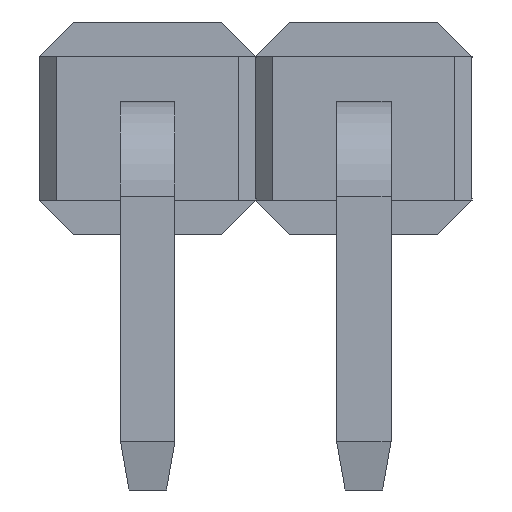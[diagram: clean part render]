
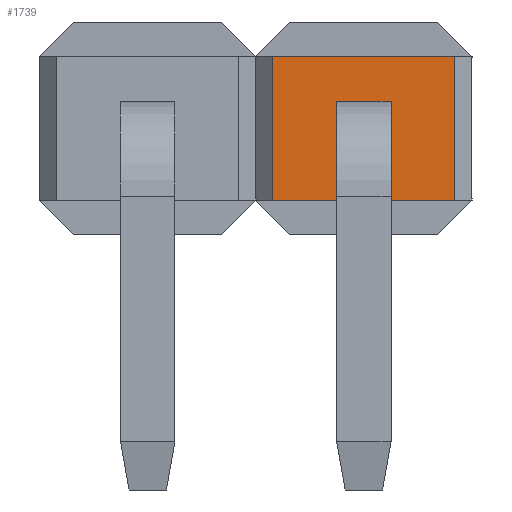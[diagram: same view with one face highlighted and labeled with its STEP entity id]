
A CAD part, front view. The second image highlights one B-rep face of the part: STEP entity #1739.
In plain terms, the highlighted planar face has unit normal (0, -1, 0).
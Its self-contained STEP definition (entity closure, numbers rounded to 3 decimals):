
#14=FACE_BOUND('',#199,.T.);
#97=FACE_OUTER_BOUND('',#198,.T.);
#198=EDGE_LOOP('',(#1395,#1396,#1397,#1398));
#199=EDGE_LOOP('',(#1399,#1400,#1401,#1402));
#321=LINE('',#2547,#555);
#330=LINE('',#2565,#564);
#336=LINE('',#2577,#570);
#342=LINE('',#2587,#576);
#400=LINE('',#2702,#634);
#403=LINE('',#2707,#637);
#405=LINE('',#2711,#639);
#407=LINE('',#2714,#641);
#555=VECTOR('',#2097,1000.);
#564=VECTOR('',#2108,1000.);
#570=VECTOR('',#2116,1000.);
#576=VECTOR('',#2124,1000.);
#634=VECTOR('',#2204,1000.);
#637=VECTOR('',#2209,1000.);
#639=VECTOR('',#2213,1000.);
#641=VECTOR('',#2217,1000.);
#757=VERTEX_POINT('',#2544);
#758=VERTEX_POINT('',#2546);
#766=VERTEX_POINT('',#2563);
#771=VERTEX_POINT('',#2576);
#819=VERTEX_POINT('',#2700);
#820=VERTEX_POINT('',#2701);
#821=VERTEX_POINT('',#2706);
#822=VERTEX_POINT('',#2710);
#945=EDGE_CURVE('',#757,#758,#321,.T.);
#954=EDGE_CURVE('',#766,#757,#330,.T.);
#960=EDGE_CURVE('',#771,#758,#336,.T.);
#966=EDGE_CURVE('',#766,#771,#342,.T.);
#1024=EDGE_CURVE('',#819,#820,#400,.T.);
#1027=EDGE_CURVE('',#820,#821,#403,.T.);
#1029=EDGE_CURVE('',#821,#822,#405,.T.);
#1031=EDGE_CURVE('',#822,#819,#407,.T.);
#1395=ORIENTED_EDGE('',*,*,#966,.T.);
#1396=ORIENTED_EDGE('',*,*,#960,.T.);
#1397=ORIENTED_EDGE('',*,*,#945,.F.);
#1398=ORIENTED_EDGE('',*,*,#954,.F.);
#1399=ORIENTED_EDGE('',*,*,#1024,.T.);
#1400=ORIENTED_EDGE('',*,*,#1027,.T.);
#1401=ORIENTED_EDGE('',*,*,#1029,.T.);
#1402=ORIENTED_EDGE('',*,*,#1031,.T.);
#1639=PLANE('',#1869);
#1739=ADVANCED_FACE('',(#97,#14),#1639,.F.);
#1869=AXIS2_PLACEMENT_3D('',#2715,#2218,#2219);
#2097=DIRECTION('',(1.,0.,0.));
#2108=DIRECTION('',(0.,0.,1.));
#2116=DIRECTION('',(0.,0.,1.));
#2124=DIRECTION('',(1.,0.,0.));
#2204=DIRECTION('',(0.,0.,-1.));
#2209=DIRECTION('',(-1.,0.,0.));
#2213=DIRECTION('',(0.,0.,1.));
#2217=DIRECTION('',(1.,0.,0.));
#2218=DIRECTION('center_axis',(0.,1.,0.));
#2219=DIRECTION('ref_axis',(0.,0.,1.));
#2544=CARTESIAN_POINT('',(-1.07,0.54,0.85));
#2546=CARTESIAN_POINT('',(1.07,0.54,0.85));
#2547=CARTESIAN_POINT('',(-1.27,0.54,0.85));
#2563=CARTESIAN_POINT('',(-1.07,0.54,-0.85));
#2565=CARTESIAN_POINT('',(-1.07,0.54,-0.85));
#2576=CARTESIAN_POINT('',(1.07,0.54,-0.85));
#2577=CARTESIAN_POINT('',(1.07,0.54,-0.85));
#2587=CARTESIAN_POINT('',(-1.27,0.54,-0.85));
#2700=CARTESIAN_POINT('',(0.32,0.54,0.32));
#2701=CARTESIAN_POINT('',(0.32,0.54,-0.32));
#2702=CARTESIAN_POINT('',(0.32,0.54,0.32));
#2706=CARTESIAN_POINT('',(-0.32,0.54,-0.32));
#2707=CARTESIAN_POINT('',(-0.32,0.54,-0.32));
#2710=CARTESIAN_POINT('',(-0.32,0.54,0.32));
#2711=CARTESIAN_POINT('',(-0.32,0.54,0.32));
#2714=CARTESIAN_POINT('',(-0.32,0.54,0.32));
#2715=CARTESIAN_POINT('Origin',(-1.27,0.54,0.85));
